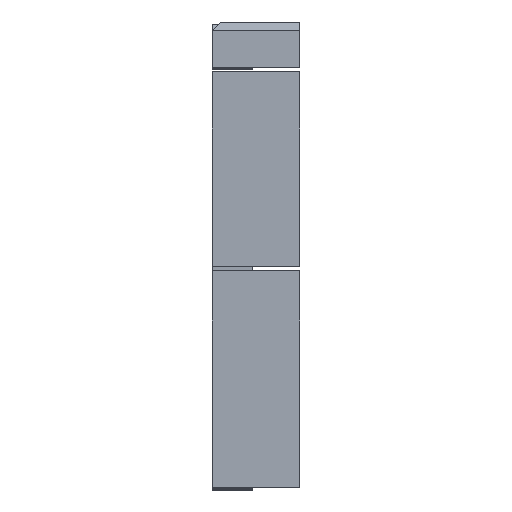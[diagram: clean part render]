
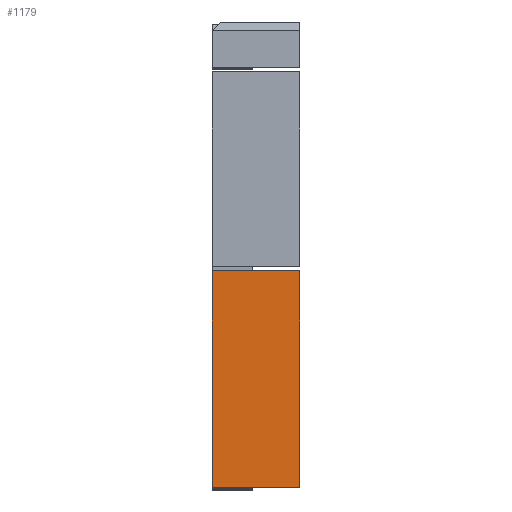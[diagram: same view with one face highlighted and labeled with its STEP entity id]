
A CAD part, top view. The second image highlights one B-rep face of the part: STEP entity #1179.
In plain terms, the highlighted planar face has unit normal (0, 0, 1).
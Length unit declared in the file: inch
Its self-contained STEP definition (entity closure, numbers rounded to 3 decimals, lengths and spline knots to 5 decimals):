
#99=FACE_OUTER_BOUND('',#172,.T.);
#172=EDGE_LOOP('',(#1006,#1007,#1008,#1009));
#312=LINE('',#1868,#464);
#313=LINE('',#1871,#465);
#316=LINE('',#1877,#468);
#319=LINE('',#1882,#471);
#464=VECTOR('',#1542,0.3937);
#465=VECTOR('',#1545,0.3937);
#468=VECTOR('',#1550,0.3937);
#471=VECTOR('',#1555,0.3937);
#571=VERTEX_POINT('',#1862);
#573=VERTEX_POINT('',#1866);
#574=VERTEX_POINT('',#1870);
#576=VERTEX_POINT('',#1876);
#717=EDGE_CURVE('',#571,#573,#312,.T.);
#718=EDGE_CURVE('',#574,#571,#313,.T.);
#721=EDGE_CURVE('',#576,#574,#316,.T.);
#724=EDGE_CURVE('',#576,#573,#319,.T.);
#1006=ORIENTED_EDGE('',*,*,#717,.T.);
#1007=ORIENTED_EDGE('',*,*,#724,.F.);
#1008=ORIENTED_EDGE('',*,*,#721,.T.);
#1009=ORIENTED_EDGE('',*,*,#718,.T.);
#1106=PLANE('',#1276);
#1179=ADVANCED_FACE('',(#99),#1106,.T.);
#1276=AXIS2_PLACEMENT_3D('',#1881,#1553,#1554);
#1542=DIRECTION('',(-1.,0.,0.));
#1545=DIRECTION('',(0.,1.,0.));
#1550=DIRECTION('',(1.,0.,0.));
#1553=DIRECTION('center_axis',(0.,0.,1.));
#1554=DIRECTION('ref_axis',(1.,0.,0.));
#1555=DIRECTION('',(0.,1.,0.));
#1862=CARTESIAN_POINT('',(310.3125,12.125,9.625));
#1866=CARTESIAN_POINT('',(302.375,12.125,9.625));
#1868=CARTESIAN_POINT('',(366.6875,12.125,9.625));
#1870=CARTESIAN_POINT('',(310.3125,-7.5,9.625));
#1871=CARTESIAN_POINT('',(310.3125,0.,9.625));
#1876=CARTESIAN_POINT('',(302.375,-7.5,9.625));
#1877=CARTESIAN_POINT('',(434.15625,-7.5,9.625));
#1881=CARTESIAN_POINT('Origin',(302.375,0.,9.625));
#1882=CARTESIAN_POINT('',(302.375,0.,9.625));
